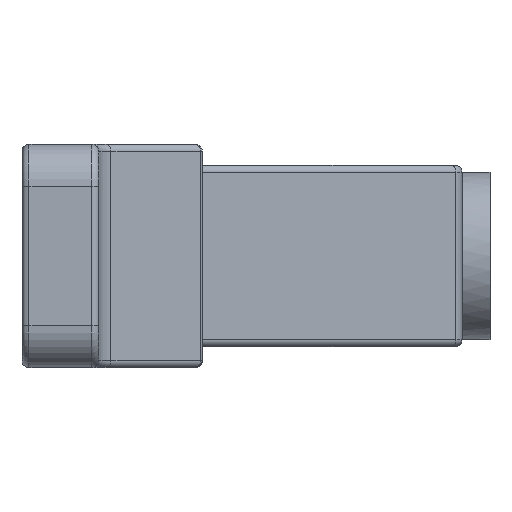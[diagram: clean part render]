
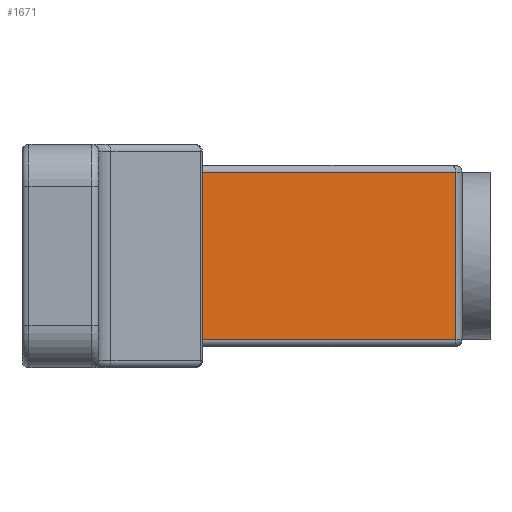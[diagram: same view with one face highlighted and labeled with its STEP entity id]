
A CAD part, left-side view. The second image highlights one B-rep face of the part: STEP entity #1671.
In plain terms, the highlighted planar face has unit normal (-0.707, -0.707, 0).
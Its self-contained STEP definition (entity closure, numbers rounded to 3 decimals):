
#140=FACE_OUTER_BOUND('',#258,.T.);
#258=EDGE_LOOP('',(#1151,#1152,#1153,#1154));
#508=LINE('',#2705,#613);
#509=LINE('',#2709,#614);
#510=LINE('',#2711,#615);
#511=LINE('',#2712,#616);
#613=VECTOR('',#2096,26.166);
#614=VECTOR('',#2101,12.);
#615=VECTOR('',#2102,26.166);
#616=VECTOR('',#2103,12.);
#726=VERTEX_POINT('',#2700);
#727=VERTEX_POINT('',#2704);
#728=VERTEX_POINT('',#2708);
#729=VERTEX_POINT('',#2710);
#880=EDGE_CURVE('',#726,#727,#508,.T.);
#882=EDGE_CURVE('',#728,#726,#509,.T.);
#883=EDGE_CURVE('',#729,#728,#510,.T.);
#884=EDGE_CURVE('',#727,#729,#511,.T.);
#1151=ORIENTED_EDGE('',*,*,#880,.F.);
#1152=ORIENTED_EDGE('',*,*,#882,.F.);
#1153=ORIENTED_EDGE('',*,*,#883,.F.);
#1154=ORIENTED_EDGE('',*,*,#884,.F.);
#1628=PLANE('',#1822);
#1671=ADVANCED_FACE('',(#140),#1628,.T.);
#1822=AXIS2_PLACEMENT_3D('',#2707,#2099,#2100);
#2096=DIRECTION('',(-0.707,0.707,0.));
#2099=DIRECTION('center_axis',(-0.707,-0.707,0.));
#2100=DIRECTION('ref_axis',(0.707,-0.707,0.));
#2101=DIRECTION('',(0.,0.,-1.));
#2102=DIRECTION('',(0.707,-0.707,0.));
#2103=DIRECTION('',(0.,0.,1.));
#2700=CARTESIAN_POINT('',(-15.682,-1.061,-6.));
#2704=CARTESIAN_POINT('',(-34.184,17.441,-6.));
#2705=CARTESIAN_POINT('',(-15.682,-1.061,-6.));
#2707=CARTESIAN_POINT('Origin',(-42.543,25.8,-6.5));
#2708=CARTESIAN_POINT('',(-15.682,-1.061,6.));
#2709=CARTESIAN_POINT('',(-15.682,-1.061,6.));
#2710=CARTESIAN_POINT('',(-34.184,17.441,6.));
#2711=CARTESIAN_POINT('',(-34.184,17.441,6.));
#2712=CARTESIAN_POINT('',(-34.184,17.441,-6.));
